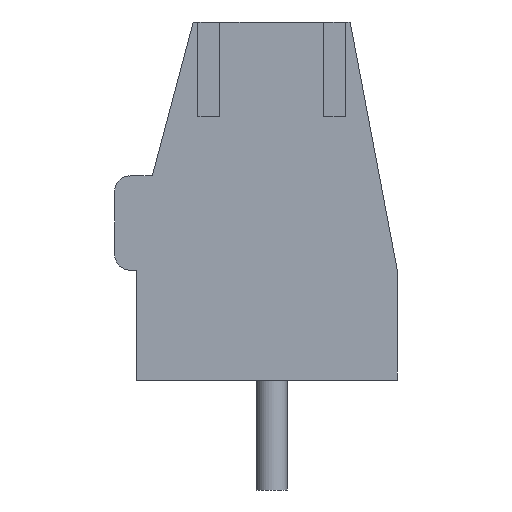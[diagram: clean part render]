
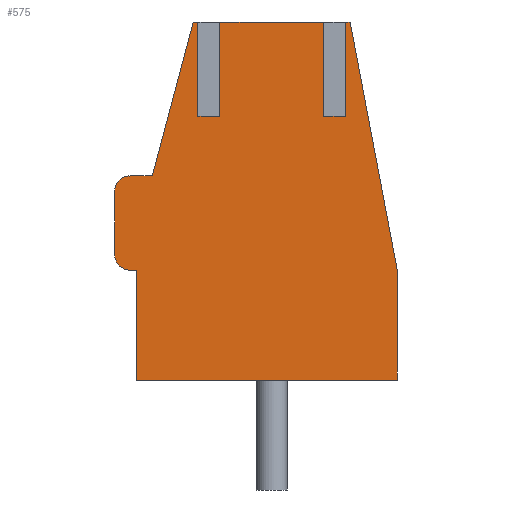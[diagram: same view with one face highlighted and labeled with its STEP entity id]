
A CAD part, front view. The second image highlights one B-rep face of the part: STEP entity #575.
In plain terms, the highlighted planar face has unit normal (0, -1, 0).
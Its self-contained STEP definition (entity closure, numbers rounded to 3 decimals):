
#13=DIRECTION('',(0.,0.,1.));
#14=DIRECTION('',(1.,0.,0.));
#80=VERTEX_POINT('',#81);
#81=CARTESIAN_POINT('',(4.,-37.5,0.));
#84=DIRECTION('',(0.,-1.,0.));
#85=ORIENTED_EDGE('',*,*,#86,.T.);
#86=EDGE_CURVE('',#80,#87,#89,.T.);
#87=VERTEX_POINT('',#88);
#88=CARTESIAN_POINT('',(4.,-37.5,3.5));
#89=LINE('',#81,#90);
#90=VECTOR('',#13,1.);
#101=DIRECTION('',(-1.,0.,0.));
#110=VECTOR('',#14,1.);
#122=VECTOR('',#101,1.);
#490=VERTEX_POINT('',#491);
#491=CARTESIAN_POINT('',(-4.3,-37.5,0.));
#492=ORIENTED_EDGE('',*,*,#493,.T.);
#493=EDGE_CURVE('',#490,#80,#494,.T.);
#494=LINE('',#491,#110);
#502=ORIENTED_EDGE('',*,*,#503,.T.);
#503=EDGE_CURVE('',#87,#504,#506,.T.);
#504=VERTEX_POINT('',#505);
#505=CARTESIAN_POINT('',(2.5,-37.5,11.4));
#506=LINE('',#88,#507);
#507=VECTOR('',#508,1.);
#508=DIRECTION('',(-0.187,0.,0.982));
#535=VECTOR('',#536,1.);
#536=DIRECTION('',(-0.256,0.,-0.967));
#554=VECTOR('',#555,1.);
#555=DIRECTION('',(0.,0.,-1.));
#575=ADVANCED_FACE('',(#576),#664,.T.);
#576=FACE_BOUND('',#577,.T.);
#577=EDGE_LOOP('',(#578,#492,#85,#502,#583,#588,#594,#600,#606,#610,#616,#622,#628,#632,#637,#642,#649,#654,#661));
#578=ORIENTED_EDGE('',*,*,#579,.T.);
#579=EDGE_CURVE('',#580,#490,#582,.T.);
#580=VERTEX_POINT('',#581);
#581=CARTESIAN_POINT('',(-4.3,-37.5,3.5));
#582=LINE('',#581,#554);
#583=ORIENTED_EDGE('',*,*,#584,.T.);
#584=EDGE_CURVE('',#504,#585,#587,.T.);
#585=VERTEX_POINT('',#586);
#586=CARTESIAN_POINT('',(2.35,-37.5,11.4));
#587=LINE('',#505,#122);
#588=ORIENTED_EDGE('',*,*,#589,.F.);
#589=EDGE_CURVE('',#590,#585,#592,.T.);
#590=VERTEX_POINT('',#591);
#591=CARTESIAN_POINT('',(2.35,-37.5,8.4));
#592=LINE('',#593,#90);
#593=CARTESIAN_POINT('',(2.35,-37.5,6.809));
#594=ORIENTED_EDGE('',*,*,#595,.T.);
#595=EDGE_CURVE('',#590,#596,#598,.T.);
#596=VERTEX_POINT('',#597);
#597=CARTESIAN_POINT('',(1.65,-37.5,8.4));
#598=LINE('',#599,#122);
#599=CARTESIAN_POINT('',(0.648,-37.5,8.4));
#600=ORIENTED_EDGE('',*,*,#601,.T.);
#601=EDGE_CURVE('',#596,#602,#604,.T.);
#602=VERTEX_POINT('',#603);
#603=CARTESIAN_POINT('',(1.65,-37.5,11.4));
#604=LINE('',#605,#90);
#605=CARTESIAN_POINT('',(1.65,-37.5,6.809));
#606=ORIENTED_EDGE('',*,*,#607,.T.);
#607=EDGE_CURVE('',#602,#608,#587,.T.);
#608=VERTEX_POINT('',#609);
#609=CARTESIAN_POINT('',(-1.65,-37.5,11.4));
#610=ORIENTED_EDGE('',*,*,#611,.F.);
#611=EDGE_CURVE('',#612,#608,#614,.T.);
#612=VERTEX_POINT('',#613);
#613=CARTESIAN_POINT('',(-1.65,-37.5,8.4));
#614=LINE('',#615,#90);
#615=CARTESIAN_POINT('',(-1.65,-37.5,6.809));
#616=ORIENTED_EDGE('',*,*,#617,.T.);
#617=EDGE_CURVE('',#612,#618,#620,.T.);
#618=VERTEX_POINT('',#619);
#619=CARTESIAN_POINT('',(-2.35,-37.5,8.4));
#620=LINE('',#621,#122);
#621=CARTESIAN_POINT('',(-1.352,-37.5,8.4));
#622=ORIENTED_EDGE('',*,*,#623,.T.);
#623=EDGE_CURVE('',#618,#624,#626,.T.);
#624=VERTEX_POINT('',#625);
#625=CARTESIAN_POINT('',(-2.35,-37.5,11.4));
#626=LINE('',#627,#90);
#627=CARTESIAN_POINT('',(-2.35,-37.5,6.809));
#628=ORIENTED_EDGE('',*,*,#629,.T.);
#629=EDGE_CURVE('',#624,#630,#587,.T.);
#630=VERTEX_POINT('',#631);
#631=CARTESIAN_POINT('',(-2.5,-37.5,11.4));
#632=ORIENTED_EDGE('',*,*,#633,.T.);
#633=EDGE_CURVE('',#630,#634,#636,.T.);
#634=VERTEX_POINT('',#635);
#635=CARTESIAN_POINT('',(-3.8,-37.5,6.5));
#636=LINE('',#631,#535);
#637=ORIENTED_EDGE('',*,*,#638,.T.);
#638=EDGE_CURVE('',#634,#639,#641,.T.);
#639=VERTEX_POINT('',#640);
#640=CARTESIAN_POINT('',(-4.5,-37.5,6.5));
#641=LINE('',#635,#122);
#642=ORIENTED_EDGE('',*,*,#643,.T.);
#643=EDGE_CURVE('',#639,#644,#646,.T.);
#644=VERTEX_POINT('',#645);
#645=CARTESIAN_POINT('',(-5.,-37.5,6.));
#646=ELLIPSE('',#647,0.5,0.5);
#647=AXIS2_PLACEMENT_3D('',#648,#84,#14);
#648=CARTESIAN_POINT('',(-4.5,-37.5,6.));
#649=ORIENTED_EDGE('',*,*,#650,.T.);
#650=EDGE_CURVE('',#644,#651,#653,.T.);
#651=VERTEX_POINT('',#652);
#652=CARTESIAN_POINT('',(-5.,-37.5,4.));
#653=LINE('',#645,#554);
#654=ORIENTED_EDGE('',*,*,#655,.T.);
#655=EDGE_CURVE('',#651,#656,#658,.T.);
#656=VERTEX_POINT('',#657);
#657=CARTESIAN_POINT('',(-4.5,-37.5,3.5));
#658=ELLIPSE('',#659,0.5,0.5);
#659=AXIS2_PLACEMENT_3D('',#660,#84,#14);
#660=CARTESIAN_POINT('',(-4.5,-37.5,4.));
#661=ORIENTED_EDGE('',*,*,#662,.T.);
#662=EDGE_CURVE('',#656,#580,#663,.T.);
#663=LINE('',#657,#110);
#664=PLANE('',#665);
#665=AXIS2_PLACEMENT_3D('',#666,#84,#555);
#666=CARTESIAN_POINT('',(-0.354,-37.5,5.217));
